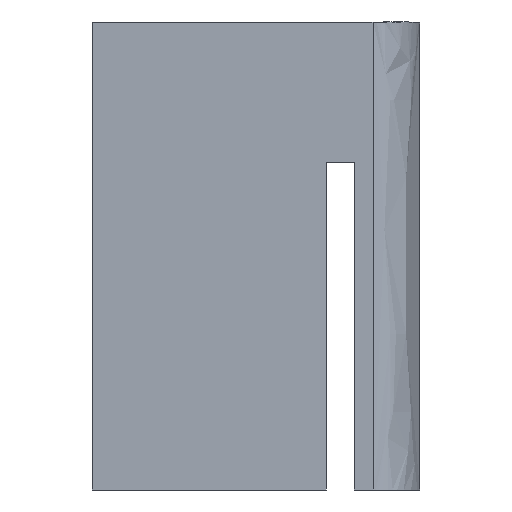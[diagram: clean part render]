
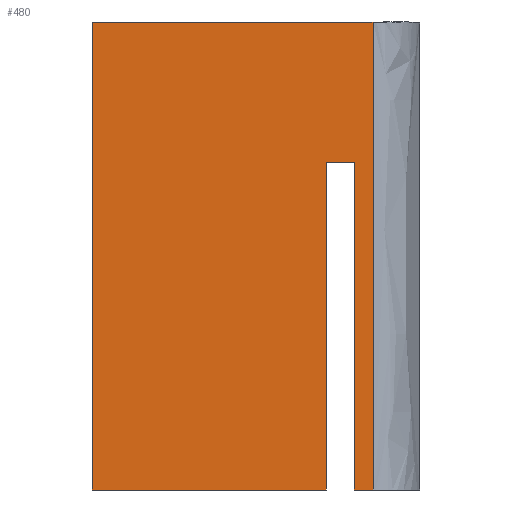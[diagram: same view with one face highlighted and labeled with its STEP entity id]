
A CAD part, left-side view. The second image highlights one B-rep face of the part: STEP entity #480.
In plain terms, the highlighted planar face has unit normal (-1, 0, 0).
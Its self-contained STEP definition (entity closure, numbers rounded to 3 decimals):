
#3 = VERTEX_POINT ( 'NONE', #322 ) ;
#22 = VECTOR ( 'NONE', #1597, 1000. ) ;
#104 = ORIENTED_EDGE ( 'NONE', *, *, #1291, .T. ) ;
#132 = EDGE_CURVE ( 'NONE', #562, #906, #1467, .T. ) ;
#287 = DIRECTION ( 'NONE',  ( 0., 1., 0. ) ) ;
#307 = DIRECTION ( 'NONE',  ( 0., 1., 0. ) ) ;
#310 = AXIS2_PLACEMENT_3D ( 'NONE', #1603, #2074, #307 ) ;
#318 = LINE ( 'NONE', #1295, #1134 ) ;
#322 = CARTESIAN_POINT ( 'NONE',  ( -21.951, -6., 10. ) ) ;
#329 = CARTESIAN_POINT ( 'NONE',  ( -21.951, -5., 7. ) ) ;
#352 = B_SPLINE_CURVE_WITH_KNOTS ( 'NONE', 3,
 ( #358, #831, #1981, #1479 ),
 .UNSPECIFIED., .F., .F.,
 ( 4, 4 ),
 ( 0., 1. ),
 .UNSPECIFIED. ) ;
#358 = CARTESIAN_POINT ( 'NONE',  ( -21.951, -6., 0. ) ) ;
#432 = VERTEX_POINT ( 'NONE', #329 ) ;
#457 = EDGE_CURVE ( 'NONE', #461, #432, #318, .T. ) ;
#461 = VERTEX_POINT ( 'NONE', #953 ) ;
#468 = VERTEX_POINT ( 'NONE', #483 ) ;
#472 = CARTESIAN_POINT ( 'NONE',  ( -21.951, -5., 7. ) ) ;
#480 = ADVANCED_FACE ( 'NONE', ( #1585 ), #647, .F. ) ;
#481 = ORIENTED_EDGE ( 'NONE', *, *, #132, .T. ) ;
#483 = CARTESIAN_POINT ( 'NONE',  ( -21.951, 0., 10. ) ) ;
#491 = CARTESIAN_POINT ( 'NONE',  ( -21.951, -5., 0. ) ) ;
#517 = EDGE_CURVE ( 'NONE', #468, #1047, #1425, .T. ) ;
#530 = ORIENTED_EDGE ( 'NONE', *, *, #1573, .F. ) ;
#541 = ORIENTED_EDGE ( 'NONE', *, *, #457, .F. ) ;
#553 = VECTOR ( 'NONE', #1596, 1000. ) ;
#562 = VERTEX_POINT ( 'NONE', #658 ) ;
#614 = DIRECTION ( 'NONE',  ( 0., 0., -1. ) ) ;
#622 = ORIENTED_EDGE ( 'NONE', *, *, #2011, .F. ) ;
#647 = PLANE ( 'NONE',  #310 ) ;
#658 = CARTESIAN_POINT ( 'NONE',  ( -21.951, -5.6, 0. ) ) ;
#776 = EDGE_LOOP ( 'NONE', ( #481, #1357, #1995, #1194, #104, #530, #541, #622 ) ) ;
#831 = CARTESIAN_POINT ( 'NONE',  ( -21.951, -6., 3.333 ) ) ;
#842 = DIRECTION ( 'NONE',  ( 0., 0., 1. ) ) ;
#854 = CARTESIAN_POINT ( 'NONE',  ( -21.951, -5.6, -21.995 ) ) ;
#906 = VERTEX_POINT ( 'NONE', #1460 ) ;
#937 = CARTESIAN_POINT ( 'NONE',  ( -21.951, -7., 0. ) ) ;
#953 = CARTESIAN_POINT ( 'NONE',  ( -21.951, -5.6, 7. ) ) ;
#1028 = LINE ( 'NONE', #854, #2057 ) ;
#1047 = VERTEX_POINT ( 'NONE', #1173 ) ;
#1098 = EDGE_CURVE ( 'NONE', #3, #468, #2037, .T. ) ;
#1134 = VECTOR ( 'NONE', #287, 1000. ) ;
#1173 = CARTESIAN_POINT ( 'NONE',  ( -21.951, 0., 0. ) ) ;
#1194 = ORIENTED_EDGE ( 'NONE', *, *, #517, .T. ) ;
#1272 = LINE ( 'NONE', #472, #1451 ) ;
#1291 = EDGE_CURVE ( 'NONE', #1047, #1569, #1787, .T. ) ;
#1295 = CARTESIAN_POINT ( 'NONE',  ( -21.951, -7., 7. ) ) ;
#1357 = ORIENTED_EDGE ( 'NONE', *, *, #2002, .T. ) ;
#1425 = LINE ( 'NONE', #2065, #1756 ) ;
#1426 = VECTOR ( 'NONE', #1887, 1000. ) ;
#1451 = VECTOR ( 'NONE', #1664, 1000. ) ;
#1460 = CARTESIAN_POINT ( 'NONE',  ( -21.951, -6., 0. ) ) ;
#1467 = LINE ( 'NONE', #937, #553 ) ;
#1479 = CARTESIAN_POINT ( 'NONE',  ( -21.951, -6., 10. ) ) ;
#1569 = VERTEX_POINT ( 'NONE', #491 ) ;
#1573 = EDGE_CURVE ( 'NONE', #432, #1569, #1272, .T. ) ;
#1585 = FACE_OUTER_BOUND ( 'NONE', #776, .T. ) ;
#1596 = DIRECTION ( 'NONE',  ( 0., -1., 0. ) ) ;
#1597 = DIRECTION ( 'NONE',  ( 0., -1., 0. ) ) ;
#1603 = CARTESIAN_POINT ( 'NONE',  ( -21.951, -5., 7. ) ) ;
#1664 = DIRECTION ( 'NONE',  ( 0., 0., -1. ) ) ;
#1756 = VECTOR ( 'NONE', #614, 1000. ) ;
#1777 = CARTESIAN_POINT ( 'NONE',  ( -21.951, -5., 0. ) ) ;
#1787 = LINE ( 'NONE', #1777, #22 ) ;
#1887 = DIRECTION ( 'NONE',  ( 0., 1., 0. ) ) ;
#1899 = CARTESIAN_POINT ( 'NONE',  ( -21.951, -27.155, 10. ) ) ;
#1981 = CARTESIAN_POINT ( 'NONE',  ( -21.951, -6., 6.667 ) ) ;
#1995 = ORIENTED_EDGE ( 'NONE', *, *, #1098, .T. ) ;
#2002 = EDGE_CURVE ( 'NONE', #906, #3, #352, .T. ) ;
#2011 = EDGE_CURVE ( 'NONE', #562, #461, #1028, .T. ) ;
#2037 = LINE ( 'NONE', #1899, #1426 ) ;
#2057 = VECTOR ( 'NONE', #842, 1000. ) ;
#2065 = CARTESIAN_POINT ( 'NONE',  ( -21.951, 0., 7. ) ) ;
#2074 = DIRECTION ( 'NONE',  ( 1., 0., 0. ) ) ;
